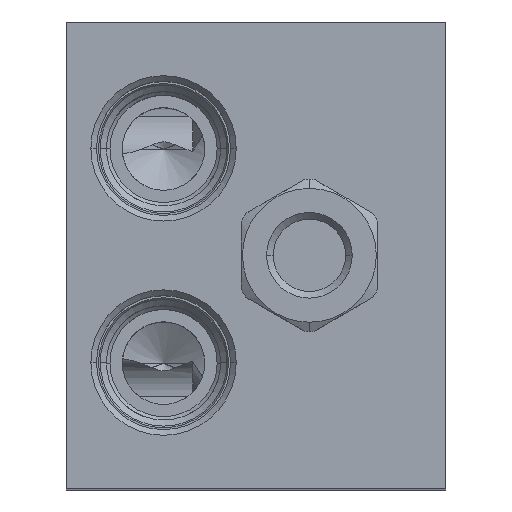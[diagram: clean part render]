
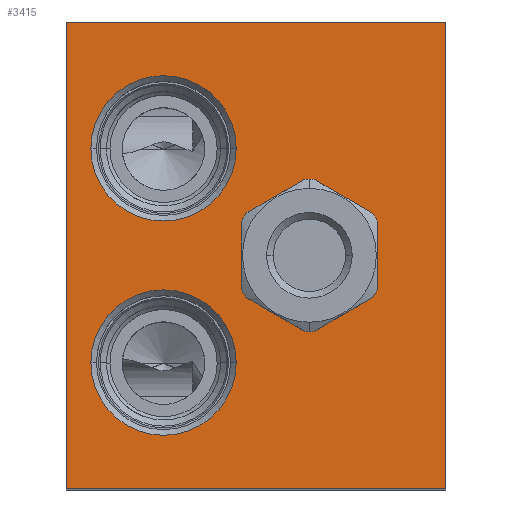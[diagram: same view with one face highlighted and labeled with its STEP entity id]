
A CAD part, top view. The second image highlights one B-rep face of the part: STEP entity #3415.
In plain terms, the highlighted planar face has unit normal (0, 0, 1).
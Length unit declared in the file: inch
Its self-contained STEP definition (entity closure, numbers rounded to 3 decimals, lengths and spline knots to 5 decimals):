
#153=DIRECTION('',(0.,-1.,0.));
#154=VECTOR('',#153,3.);
#155=CARTESIAN_POINT('',(0.,0.,3.75));
#156=LINE('',#155,#154);
#157=DIRECTION('',(-1.,0.,0.));
#158=VECTOR('',#157,2.438);
#159=CARTESIAN_POINT('',(2.438,0.,3.75));
#160=LINE('',#159,#158);
#161=DIRECTION('',(0.,1.,0.));
#162=VECTOR('',#161,3.);
#163=CARTESIAN_POINT('',(2.438,-3.,3.75));
#164=LINE('',#163,#162);
#165=DIRECTION('',(1.,0.,0.));
#166=VECTOR('',#165,2.438);
#167=CARTESIAN_POINT('',(0.,-3.,3.75));
#168=LINE('',#167,#166);
#169=CARTESIAN_POINT('',(1.562,-1.5,3.75));
#170=DIRECTION('',(0.,0.,-1.));
#171=DIRECTION('',(-1.,0.,0.));
#172=AXIS2_PLACEMENT_3D('',#169,#170,#171);
#174=CARTESIAN_POINT('',(1.562,-1.5,3.75));
#175=DIRECTION('',(0.,0.,-1.));
#176=DIRECTION('',(1.,0.,0.));
#177=AXIS2_PLACEMENT_3D('',#174,#175,#176);
#179=CARTESIAN_POINT('',(0.625,-0.812,3.75));
#180=DIRECTION('',(0.,0.,-1.));
#181=DIRECTION('',(-1.,0.,0.));
#182=AXIS2_PLACEMENT_3D('',#179,#180,#181);
#184=CARTESIAN_POINT('',(0.625,-0.812,3.75));
#185=DIRECTION('',(0.,0.,-1.));
#186=DIRECTION('',(1.,0.,0.));
#187=AXIS2_PLACEMENT_3D('',#184,#185,#186);
#189=CARTESIAN_POINT('',(0.625,-2.188,3.75));
#190=DIRECTION('',(0.,0.,-1.));
#191=DIRECTION('',(-1.,0.,0.));
#192=AXIS2_PLACEMENT_3D('',#189,#190,#191);
#194=CARTESIAN_POINT('',(0.625,-2.188,3.75));
#195=DIRECTION('',(0.,0.,-1.));
#196=DIRECTION('',(1.,0.,0.));
#197=AXIS2_PLACEMENT_3D('',#194,#195,#196);
#2872=CARTESIAN_POINT('',(0.,0.,3.75));
#2873=CARTESIAN_POINT('',(0.,-3.,3.75));
#2874=VERTEX_POINT('',#2872);
#2875=VERTEX_POINT('',#2873);
#2876=CARTESIAN_POINT('',(2.438,-3.,3.75));
#2877=VERTEX_POINT('',#2876);
#2878=CARTESIAN_POINT('',(2.438,0.,3.75));
#2879=VERTEX_POINT('',#2878);
#2916=CARTESIAN_POINT('',(1.9925,-1.5,3.75));
#2917=VERTEX_POINT('',#2916);
#2922=CARTESIAN_POINT('',(1.1315,-1.5,3.75));
#2923=VERTEX_POINT('',#2922);
#2972=CARTESIAN_POINT('',(1.092,-0.812,3.75));
#2973=VERTEX_POINT('',#2972);
#2982=CARTESIAN_POINT('',(0.158,-0.812,3.75));
#2983=VERTEX_POINT('',#2982);
#3028=CARTESIAN_POINT('',(1.092,-2.188,3.75));
#3029=VERTEX_POINT('',#3028);
#3038=CARTESIAN_POINT('',(0.158,-2.188,3.75));
#3039=VERTEX_POINT('',#3038);
#3386=CARTESIAN_POINT('',(0.,0.,3.75));
#3387=DIRECTION('',(0.,0.,1.));
#3388=DIRECTION('',(1.,0.,0.));
#3389=AXIS2_PLACEMENT_3D('',#3386,#3387,#3388);
#3390=PLANE('',#3389);
#3391=ORIENTED_EDGE('',*,*,#3266,.F.);
#3392=ORIENTED_EDGE('',*,*,#3317,.F.);
#3393=ORIENTED_EDGE('',*,*,#3331,.F.);
#3394=ORIENTED_EDGE('',*,*,#3380,.F.);
#3395=EDGE_LOOP('',(#3391,#3392,#3393,#3394));
#3396=FACE_OUTER_BOUND('',#3395,.F.);
#3398=ORIENTED_EDGE('',*,*,#3397,.F.);
#3400=ORIENTED_EDGE('',*,*,#3399,.F.);
#3401=EDGE_LOOP('',(#3398,#3400));
#3402=FACE_BOUND('',#3401,.F.);
#3404=ORIENTED_EDGE('',*,*,#3403,.F.);
#3406=ORIENTED_EDGE('',*,*,#3405,.F.);
#3407=EDGE_LOOP('',(#3404,#3406));
#3408=FACE_BOUND('',#3407,.F.);
#3410=ORIENTED_EDGE('',*,*,#3409,.F.);
#3412=ORIENTED_EDGE('',*,*,#3411,.F.);
#3413=EDGE_LOOP('',(#3410,#3412));
#3414=FACE_BOUND('',#3413,.F.);
#3415=ADVANCED_FACE('',(#3396,#3402,#3408,#3414),#3390,.T.);
#173=CIRCLE('',#172,0.4305);
#178=CIRCLE('',#177,0.4305);
#183=CIRCLE('',#182,0.467);
#188=CIRCLE('',#187,0.467);
#193=CIRCLE('',#192,0.467);
#198=CIRCLE('',#197,0.467);
#3266=EDGE_CURVE('',#2874,#2875,#156,.T.);
#3317=EDGE_CURVE('',#2879,#2874,#160,.T.);
#3331=EDGE_CURVE('',#2877,#2879,#164,.T.);
#3380=EDGE_CURVE('',#2875,#2877,#168,.T.);
#3397=EDGE_CURVE('',#2923,#2917,#173,.T.);
#3399=EDGE_CURVE('',#2917,#2923,#178,.T.);
#3403=EDGE_CURVE('',#2983,#2973,#183,.T.);
#3405=EDGE_CURVE('',#2973,#2983,#188,.T.);
#3409=EDGE_CURVE('',#3039,#3029,#193,.T.);
#3411=EDGE_CURVE('',#3029,#3039,#198,.T.);
